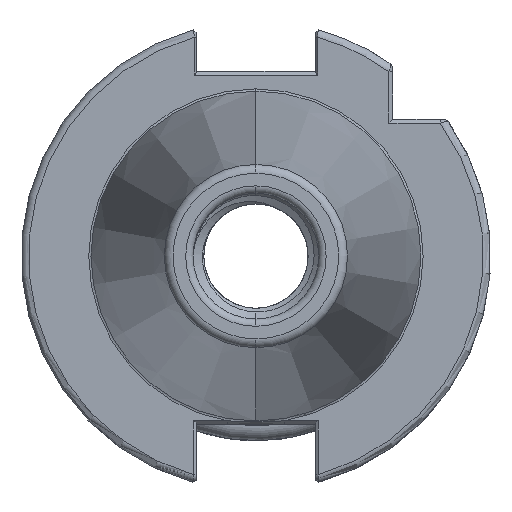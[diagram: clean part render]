
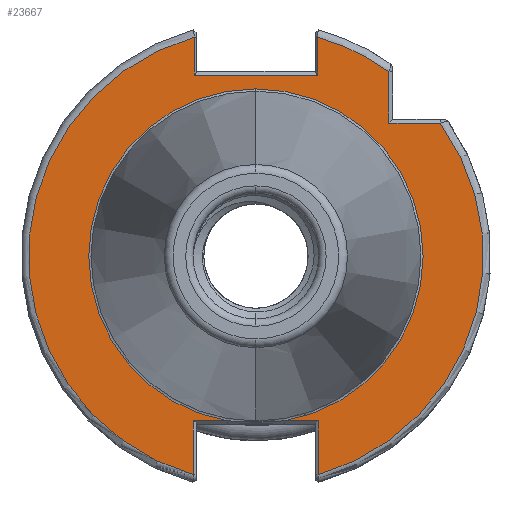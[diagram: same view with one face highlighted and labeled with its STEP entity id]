
A CAD part, left-side view. The second image highlights one B-rep face of the part: STEP entity #23667.
In plain terms, the highlighted planar face has unit normal (-1, 0, 0).
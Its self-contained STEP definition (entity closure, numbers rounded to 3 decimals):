
#422 = CARTESIAN_POINT ( 'NONE',  ( 0., -8.451, -22.3 ) ) ;
#513 = CARTESIAN_POINT ( 'NONE',  ( 0., 3.833, -22.3 ) ) ;
#1598 = CARTESIAN_POINT ( 'NONE',  ( 0., 0., 22.627 ) ) ;
#1614 = CARTESIAN_POINT ( 'NONE',  ( 0., -3.833, -22.3 ) ) ;
#8898 = FACE_OUTER_BOUND ( 'NONE', #15309, .T. ) ;
#10387 = DIRECTION ( 'NONE',  ( 0., 0., -1. ) ) ;
#10396 = CARTESIAN_POINT ( 'NONE',  ( 0., 0., 0. ) ) ;
#10415 = CARTESIAN_POINT ( 'NONE',  ( 0., 0., 0. ) ) ;
#10416 = DIRECTION ( 'NONE',  ( 1., 0., 0. ) ) ;
#10418 = DIRECTION ( 'NONE',  ( -1., 0., 0. ) ) ;
#10434 = DIRECTION ( 'NONE',  ( 0., 0., -1. ) ) ;
#10441 = CARTESIAN_POINT ( 'NONE',  ( 0., -8.451, 0. ) ) ;
#10445 = DIRECTION ( 'NONE',  ( 0., 0., -1. ) ) ;
#11239 = DIRECTION ( 'NONE',  ( 0., 0., 1. ) ) ;
#11258 = CARTESIAN_POINT ( 'NONE',  ( 0., 8.335, 29.704 ) ) ;
#11268 = DIRECTION ( 'NONE',  ( 0., 0., -1. ) ) ;
#11271 = DIRECTION ( 'NONE',  ( 0., 0., 1. ) ) ;
#11273 = DIRECTION ( 'NONE',  ( 0., -1., 0. ) ) ;
#11295 = CARTESIAN_POINT ( 'NONE',  ( 0., 22.692, -22.3 ) ) ;
#11299 = CARTESIAN_POINT ( 'NONE',  ( 0., -8.335, 25. ) ) ;
#11303 = CARTESIAN_POINT ( 'NONE',  ( 0., 0., 0. ) ) ;
#11304 = DIRECTION ( 'NONE',  ( -1., 0., 0. ) ) ;
#11305 = DIRECTION ( 'NONE',  ( 0., 0., -1. ) ) ;
#11307 = CARTESIAN_POINT ( 'NONE',  ( 0., 8.451, 0. ) ) ;
#11314 = CARTESIAN_POINT ( 'NONE',  ( 0., 0., 0. ) ) ;
#11330 = DIRECTION ( 'NONE',  ( -1., 0., 0. ) ) ;
#11331 = DIRECTION ( 'NONE',  ( 0., 0., -1. ) ) ;
#11701 = CARTESIAN_POINT ( 'NONE',  ( 0., 8.05, 24.5 ) ) ;
#11749 = DIRECTION ( 'NONE',  ( 0., 1., 0. ) ) ;
#11757 = CARTESIAN_POINT ( 'NONE',  ( 0., 22.692, -22.3 ) ) ;
#11762 = DIRECTION ( 'NONE',  ( 0., -1., 0. ) ) ;
#11919 = AXIS2_PLACEMENT_3D ( 'NONE', #18081, #18064, #18096 ) ;
#12146 = AXIS2_PLACEMENT_3D ( 'NONE', #11314, #11330, #11331 ) ;
#12163 = AXIS2_PLACEMENT_3D ( 'NONE', #10396, #10418, #10434 ) ;
#12171 = AXIS2_PLACEMENT_3D ( 'NONE', #11303, #11304, #11305 ) ;
#12178 = AXIS2_PLACEMENT_3D ( 'NONE', #10415, #10416, #10387 ) ;
#13155 = DIRECTION ( 'NONE',  ( 0., 0., -1. ) ) ;
#13189 = CARTESIAN_POINT ( 'NONE',  ( 0., 0., 0. ) ) ;
#13202 = DIRECTION ( 'NONE',  ( 1., 0., 0. ) ) ;
#15309 = EDGE_LOOP ( 'NONE', ( #25534, #25512, #25510, #25558, #25549, #25547, #25501, #25602, #25505, #25502, #25553, #25546, #25541, #25515 ) ) ;
#15670 = CARTESIAN_POINT ( 'NONE',  ( 0., -18.5, 18. ) ) ;
#15686 = DIRECTION ( 'NONE',  ( 0., 1., 0. ) ) ;
#16731 = CARTESIAN_POINT ( 'NONE',  ( 0., 8.335, 24.5 ) ) ;
#16765 = CARTESIAN_POINT ( 'NONE',  ( 0., -8.335, 24.5 ) ) ;
#16769 = CARTESIAN_POINT ( 'NONE',  ( 0., -8.451, -29.592 ) ) ;
#16773 = CARTESIAN_POINT ( 'NONE',  ( 0., 8.451, -22.3 ) ) ;
#16777 = CARTESIAN_POINT ( 'NONE',  ( 0., -8.335, 29.625 ) ) ;
#16779 = CARTESIAN_POINT ( 'NONE',  ( 0., -18., 18. ) ) ;
#16780 = CARTESIAN_POINT ( 'NONE',  ( 0., -24.962, 18. ) ) ;
#16783 = CARTESIAN_POINT ( 'NONE',  ( 0., 8.451, -29.592 ) ) ;
#16799 = CARTESIAN_POINT ( 'NONE',  ( 0., 8.335, 29.625 ) ) ;
#16819 = CARTESIAN_POINT ( 'NONE',  ( 0., -18., 24.962 ) ) ;
#17508 = CARTESIAN_POINT ( 'NONE',  ( 0., -18., 24.594 ) ) ;
#17538 = DIRECTION ( 'NONE',  ( 0., 0., 1. ) ) ;
#18061 = PLANE ( 'NONE',  #11919 ) ;
#18064 = DIRECTION ( 'NONE',  ( 1., 0., 0. ) ) ;
#18081 = CARTESIAN_POINT ( 'NONE',  ( 0., 22.692, 0. ) ) ;
#18096 = DIRECTION ( 'NONE',  ( 0., 0., -1. ) ) ;
#20891 = EDGE_CURVE ( 'NONE', #25314, #25359, #21620, .T. ) ;
#20960 = EDGE_CURVE ( 'NONE', #25317, #25314, #21949, .T. ) ;
#21157 = EDGE_CURVE ( 'NONE', #25485, #25463, #22461, .T. ) ;
#21370 = VERTEX_POINT ( 'NONE', #513 ) ;
#21372 = VERTEX_POINT ( 'NONE', #422 ) ;
#21620 = LINE ( 'NONE', #17508, #21668 ) ;
#21668 = VECTOR ( 'NONE', #17538, 1000. ) ;
#21949 = LINE ( 'NONE', #15670, #22073 ) ;
#22073 = VECTOR ( 'NONE', #15686, 1000. ) ;
#22461 = CIRCLE ( 'NONE', #23832, 22.627 ) ;
#22553 = VECTOR ( 'NONE', #11239, 1000. ) ;
#22564 = VECTOR ( 'NONE', #11762, 1000. ) ;
#22648 = LINE ( 'NONE', #11757, #22564 ) ;
#22653 = LINE ( 'NONE', #11258, #22553 ) ;
#22657 = LINE ( 'NONE', #11701, #22666 ) ;
#22666 = VECTOR ( 'NONE', #11749, 1000. ) ;
#22696 = CIRCLE ( 'NONE', #12146, 30.775 ) ;
#22698 = VECTOR ( 'NONE', #10445, 1000. ) ;
#22713 = LINE ( 'NONE', #10441, #22698 ) ;
#22727 = LINE ( 'NONE', #11295, #22749 ) ;
#22749 = VECTOR ( 'NONE', #11273, 1000. ) ;
#22752 = CIRCLE ( 'NONE', #12163, 30.775 ) ;
#22762 = CIRCLE ( 'NONE', #12178, 22.627 ) ;
#22782 = LINE ( 'NONE', #11299, #22783 ) ;
#22783 = VECTOR ( 'NONE', #11268, 1000. ) ;
#22784 = LINE ( 'NONE', #11307, #22785 ) ;
#22785 = VECTOR ( 'NONE', #11271, 1000. ) ;
#22787 = CIRCLE ( 'NONE', #12171, 30.775 ) ;
#23055 = EDGE_CURVE ( 'NONE', #25348, #25324, #22657, .T. ) ;
#23059 = EDGE_CURVE ( 'NONE', #25334, #21370, #22648, .T. ) ;
#23069 = EDGE_CURVE ( 'NONE', #25324, #25336, #22653, .T. ) ;
#23080 = EDGE_CURVE ( 'NONE', #25369, #25348, #22782, .T. ) ;
#23082 = EDGE_CURVE ( 'NONE', #25463, #21372, #22727, .T. ) ;
#23085 = EDGE_CURVE ( 'NONE', #25360, #25317, #22787, .T. ) ;
#23087 = EDGE_CURVE ( 'NONE', #25337, #25334, #22784, .T. ) ;
#23098 = EDGE_CURVE ( 'NONE', #25336, #25337, #22696, .T. ) ;
#23118 = EDGE_CURVE ( 'NONE', #25359, #25369, #22752, .T. ) ;
#23121 = EDGE_CURVE ( 'NONE', #21370, #25485, #22762, .T. ) ;
#23127 = EDGE_CURVE ( 'NONE', #21372, #25360, #22713, .T. ) ;
#23667 = ADVANCED_FACE ( 'NONE', ( #8898 ), #18061, .F. ) ;
#23832 = AXIS2_PLACEMENT_3D ( 'NONE', #13189, #13202, #13155 ) ;
#25314 = VERTEX_POINT ( 'NONE', #16779 ) ;
#25317 = VERTEX_POINT ( 'NONE', #16780 ) ;
#25324 = VERTEX_POINT ( 'NONE', #16731 ) ;
#25334 = VERTEX_POINT ( 'NONE', #16773 ) ;
#25336 = VERTEX_POINT ( 'NONE', #16799 ) ;
#25337 = VERTEX_POINT ( 'NONE', #16783 ) ;
#25348 = VERTEX_POINT ( 'NONE', #16765 ) ;
#25359 = VERTEX_POINT ( 'NONE', #16819 ) ;
#25360 = VERTEX_POINT ( 'NONE', #16769 ) ;
#25369 = VERTEX_POINT ( 'NONE', #16777 ) ;
#25463 = VERTEX_POINT ( 'NONE', #1614 ) ;
#25485 = VERTEX_POINT ( 'NONE', #1598 ) ;
#25501 = ORIENTED_EDGE ( 'NONE', *, *, #23098, .T. ) ;
#25502 = ORIENTED_EDGE ( 'NONE', *, *, #23121, .T. ) ;
#25505 = ORIENTED_EDGE ( 'NONE', *, *, #23059, .T. ) ;
#25510 = ORIENTED_EDGE ( 'NONE', *, *, #23118, .T. ) ;
#25512 = ORIENTED_EDGE ( 'NONE', *, *, #20891, .T. ) ;
#25515 = ORIENTED_EDGE ( 'NONE', *, *, #23085, .T. ) ;
#25534 = ORIENTED_EDGE ( 'NONE', *, *, #20960, .T. ) ;
#25541 = ORIENTED_EDGE ( 'NONE', *, *, #23127, .T. ) ;
#25546 = ORIENTED_EDGE ( 'NONE', *, *, #23082, .T. ) ;
#25547 = ORIENTED_EDGE ( 'NONE', *, *, #23069, .T. ) ;
#25549 = ORIENTED_EDGE ( 'NONE', *, *, #23055, .T. ) ;
#25553 = ORIENTED_EDGE ( 'NONE', *, *, #21157, .T. ) ;
#25558 = ORIENTED_EDGE ( 'NONE', *, *, #23080, .T. ) ;
#25602 = ORIENTED_EDGE ( 'NONE', *, *, #23087, .T. ) ;
